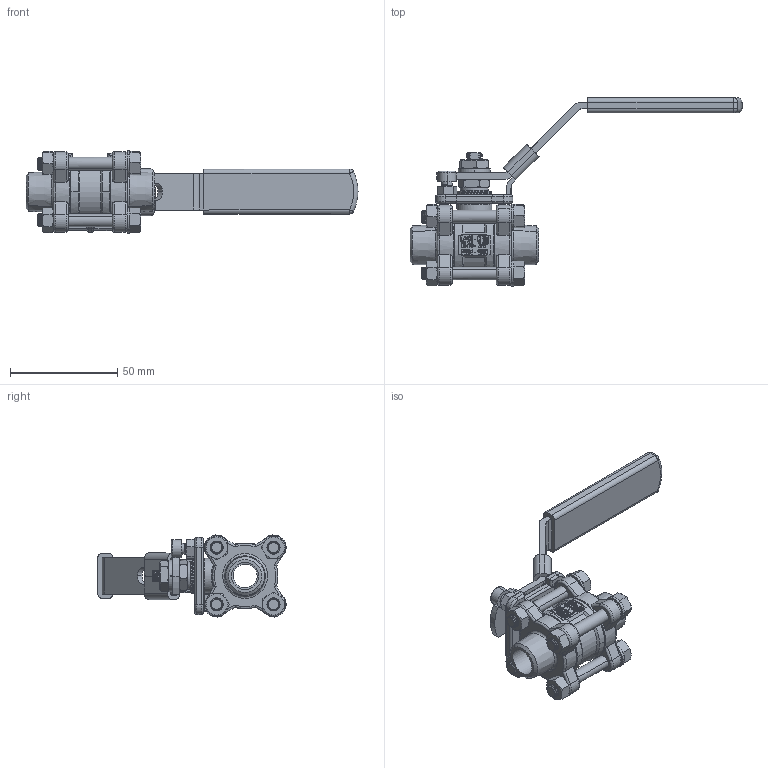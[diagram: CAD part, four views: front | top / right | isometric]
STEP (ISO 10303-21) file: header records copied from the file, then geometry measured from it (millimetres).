
FILE_DESCRIPTION (( 'STEP AP203' ), '1' );
FILE_NAME ('1-32 B對焊盤型華司-V Mark.STEP', '2017-01-09T02:35:24', ( 'user' ), ( '' ), 'SwSTEP 2.0', 'SolidWorks 2005179', '' );
FILE_SCHEMA (( 'CONFIG_CONTROL_DESIGN' ));
Length unit declared in the file: millimetre
Products named in the file (24): F-21A0360_預設; C-32B016-SVE盤型華司型_預設; G-26A1742_預設; G-16A1150_預設; T-26A05T0_預設; 32A VENTIM 膠套_預設; M-32A2142鎖片_預設; 1-32 B對焊盤型華司-V Mark; G-B3CA340_預設; G-10A1940_預設; G-10B2640_預設; G-10B1940_預設; G-31A1840_預設; E-32A0460_預設; T-20A08T3(2)_預設; T-20A08T3(1)_預設; T-10C07T0_預設; G-10C2640_預設; M-32A2142_預設; G-16A1340_預設; G-22A2740_預設; T-20A08T3(3)_預設; T-31A06T0_預設; D-31B720-01_預設
Assembly tree (37 placements, depth 2):
  1-32 B對焊盤型華司-V Mark
    D-31B720-01_預設  x2
    32A VENTIM 膠套_預設
    T-10C07T0_預設
    G-26A1742_預設  x2
    G-31A1840_預設  x4
    C-32B016-SVE盤型華司型_預設
    G-10B1940_預設  x4
    G-10A1940_預設
    T-20A08T3(2)_預設
    G-16A1150_預設  x2
    G-10B2640_預設  x4
    M-32A2142_預設
    T-26A05T0_預設  x2
    T-20A08T3(3)_預設
    M-32A2142鎖片_預設
    T-31A06T0_預設  x2
    T-20A08T3(1)_預設
    F-21A0360_預設
    G-10C2640_預設
    G-B3CA340_預設
    G-22A2740_預設
    G-16A1340_預設
    E-32A0460_預設
Bounding box: 154.99 x 87.89 x 38.29 mm (x, y, z)
Volume: 59063.2 mm3; surface area: 49889 mm2
Topology: 37 solids, 37 shells, 1851 faces, 4677 edges, 2932 vertices
Faces by surface type: plane 621, cylinder 558, bspline 310, cone 257, torus 53, sphere 52
Entity records: 79056 total; most frequent: CARTESIAN_POINT 45341, ORIENTED_EDGE 7028, DIRECTION 5444, EDGE_CURVE 3514, VERTEX_POINT 2250, AXIS2_PLACEMENT_3D 1844, VECTOR 1756, LINE 1756
